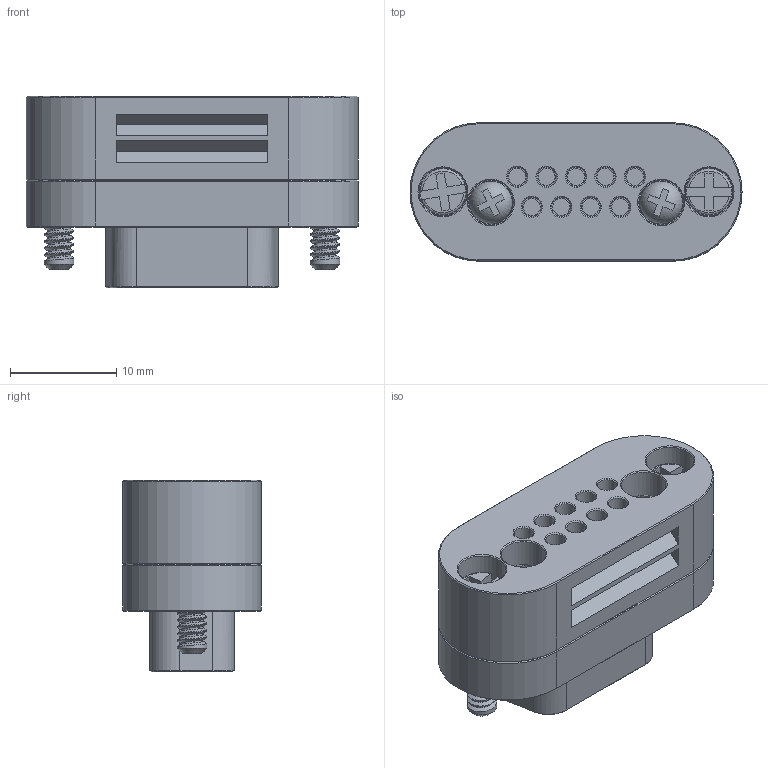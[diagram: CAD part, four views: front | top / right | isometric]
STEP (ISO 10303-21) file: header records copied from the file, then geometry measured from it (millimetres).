
FILE_DESCRIPTION (( 'STEP AP203' ), '1' );
FILE_NAME ('XF-D09.STEP', '2023-06-28T01:20:08', ( '' ), ( '' ), 'SwSTEP 2.0', 'SolidWorks 2020', '' );
FILE_SCHEMA (( 'CONFIG_CONTROL_DESIGN' ));
Length unit declared in the file: millimetre
Products named in the file (6): XF-D09-02; XF-D09-01; 厙劃陬渀; SCRW-M3; XF-D09; UNC#4-40-12.7
Assembly tree (15 placements, depth 2):
  XF-D09
    XF-D09-01
    XF-D09-02
    SCRW-M3  x2
    UNC#4-40-12.7  x2
    厙劃陬渀  x9
Bounding box: 31.2 x 13 x 18 mm (x, y, z)
Volume: 4745.1 mm3; surface area: 5500.5 mm2
Topology: 15 solids, 15 shells, 477 faces, 1129 edges, 722 vertices
Faces by surface type: plane 207, cylinder 161, cone 85, bspline 18, torus 6
Full cylindrical faces by diameter (mm): 1.6 x9, 1.66 x9, 1.8 x18, 2 x2, 2.22 x9, 2.4 x9, 2.5 x16, 3 x36, 3.2 x2, 4 x2, 4.2 x2, 4.3 x2, 4.5 x2
Entity records: 14644 total; most frequent: CARTESIAN_POINT 8624, DIRECTION 1061, ORIENTED_EDGE 906, EDGE_CURVE 453, AXIS2_PLACEMENT_3D 444, EDGE_LOOP 416, VERTEX_POINT 339, FACE_OUTER_BOUND 290
